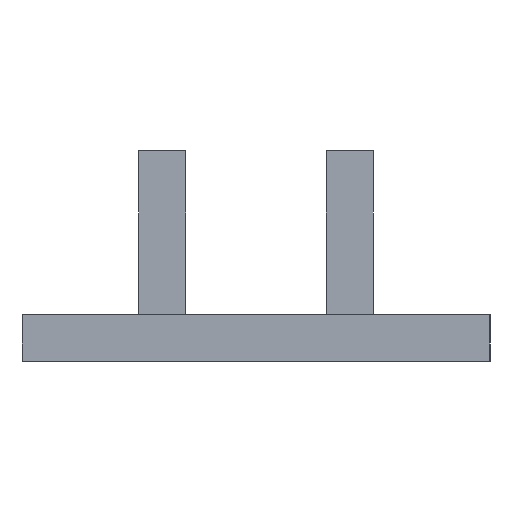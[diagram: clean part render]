
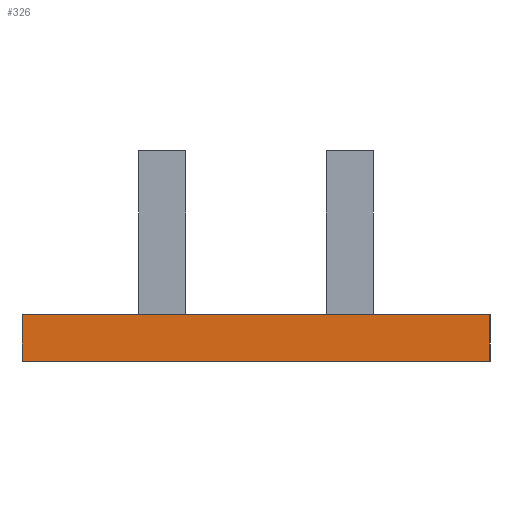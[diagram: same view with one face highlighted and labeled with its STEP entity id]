
A CAD part, left-side view. The second image highlights one B-rep face of the part: STEP entity #326.
In plain terms, the highlighted planar face has unit normal (-1, 0, 0).
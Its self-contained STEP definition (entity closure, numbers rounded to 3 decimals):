
#10 = ORIENTED_EDGE ( 'NONE', *, *, #536, .F. ) ;
#12 = DIRECTION ( 'NONE',  ( 0., -1., 0. ) ) ;
#35 = CARTESIAN_POINT ( 'NONE',  ( -78.5, 30., 2. ) ) ;
#61 = FACE_OUTER_BOUND ( 'NONE', #561, .T. ) ;
#97 = DIRECTION ( 'NONE',  ( 0., 0., -1. ) ) ;
#107 = DIRECTION ( 'NONE',  ( 0., 0., -1. ) ) ;
#138 = VERTEX_POINT ( 'NONE', #363 ) ;
#210 = CARTESIAN_POINT ( 'NONE',  ( -78.5, 30., 2. ) ) ;
#222 = VECTOR ( 'NONE', #107, 1000. ) ;
#231 = EDGE_CURVE ( 'NONE', #589, #357, #492, .T. ) ;
#251 = VECTOR ( 'NONE', #12, 1000. ) ;
#290 = PLANE ( 'NONE',  #347 ) ;
#323 = LINE ( 'NONE', #487, #421 ) ;
#326 = ADVANCED_FACE ( 'NONE', ( #61 ), #290, .F. ) ;
#332 = EDGE_CURVE ( 'NONE', #589, #138, #400, .T. ) ;
#347 = AXIS2_PLACEMENT_3D ( 'NONE', #210, #518, #466 ) ;
#357 = VERTEX_POINT ( 'NONE', #576 ) ;
#363 = CARTESIAN_POINT ( 'NONE',  ( -78.5, 30., 0. ) ) ;
#375 = ORIENTED_EDGE ( 'NONE', *, *, #414, .T. ) ;
#381 = VECTOR ( 'NONE', #403, 1000. ) ;
#400 = LINE ( 'NONE', #614, #222 ) ;
#403 = DIRECTION ( 'NONE',  ( 0., -1., 0. ) ) ;
#413 = ORIENTED_EDGE ( 'NONE', *, *, #332, .T. ) ;
#414 = EDGE_CURVE ( 'NONE', #138, #452, #424, .T. ) ;
#421 = VECTOR ( 'NONE', #97, 1000. ) ;
#424 = LINE ( 'NONE', #426, #251 ) ;
#426 = CARTESIAN_POINT ( 'NONE',  ( -78.5, 30., 0. ) ) ;
#452 = VERTEX_POINT ( 'NONE', #528 ) ;
#466 = DIRECTION ( 'NONE',  ( 0., 0., -1. ) ) ;
#487 = CARTESIAN_POINT ( 'NONE',  ( -78.5, 10., 2. ) ) ;
#492 = LINE ( 'NONE', #35, #381 ) ;
#501 = CARTESIAN_POINT ( 'NONE',  ( -78.5, 30., 2. ) ) ;
#518 = DIRECTION ( 'NONE',  ( 1., 0., 0. ) ) ;
#528 = CARTESIAN_POINT ( 'NONE',  ( -78.5, 10., 0. ) ) ;
#536 = EDGE_CURVE ( 'NONE', #357, #452, #323, .T. ) ;
#561 = EDGE_LOOP ( 'NONE', ( #375, #10, #573, #413 ) ) ;
#573 = ORIENTED_EDGE ( 'NONE', *, *, #231, .F. ) ;
#576 = CARTESIAN_POINT ( 'NONE',  ( -78.5, 10., 2. ) ) ;
#589 = VERTEX_POINT ( 'NONE', #501 ) ;
#614 = CARTESIAN_POINT ( 'NONE',  ( -78.5, 30., 2. ) ) ;
